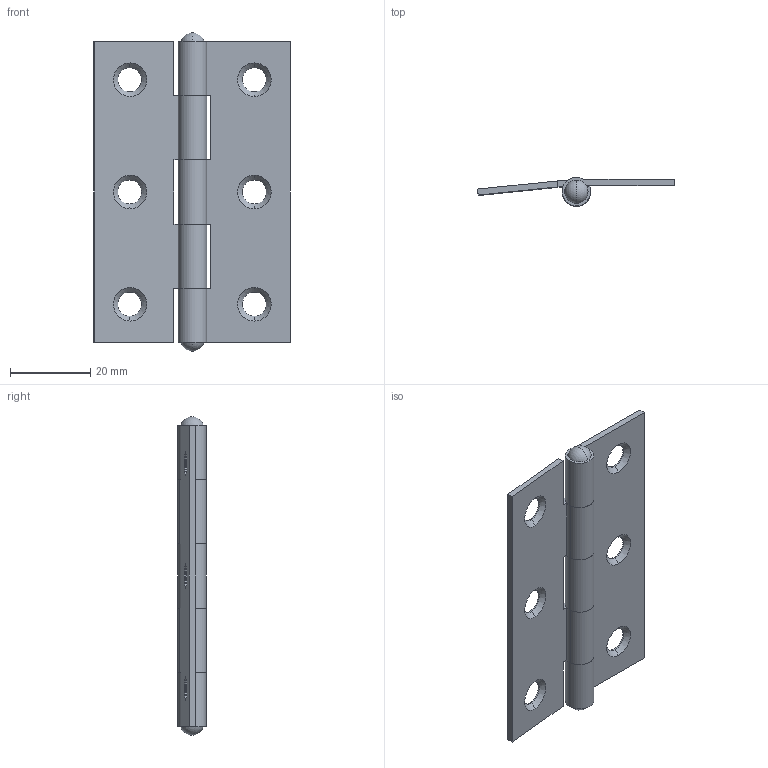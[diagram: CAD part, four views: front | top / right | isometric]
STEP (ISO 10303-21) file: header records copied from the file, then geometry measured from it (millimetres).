
FILE_DESCRIPTION (( 'STEP AP214' ), '1' );
FILE_NAME ('75mm (3in)-hinge.STEP', '2023-06-26T19:41:38', ( '' ), ( '' ), 'SwSTEP 2.0', 'SolidWorks 2017', '' );
FILE_SCHEMA (( 'AUTOMOTIVE_DESIGN' ));
Length unit declared in the file: millimetre
Products named in the file (4): Hinge half 2; 75mm (3in)-hinge; Hinge pivot; Hinge half 1
Assembly tree (3 placements, depth 2):
  75mm (3in)-hinge
    Hinge half 2
    Hinge half 1
    Hinge pivot
Bounding box: 49.09 x 7.1 x 79.46 mm (x, y, z)
Volume: 7296.8 mm3; surface area: 10509.9 mm2
Topology: 3 solids, 3 shells, 100 faces, 266 edges, 174 vertices
Faces by surface type: cylinder 54, plane 30, cone 12, sphere 4
Entity records: 3336 total; most frequent: DIRECTION 606, CARTESIAN_POINT 546, ORIENTED_EDGE 532, EDGE_CURVE 266, AXIS2_PLACEMENT_3D 234, VERTEX_POINT 174, VECTOR 138, LINE 138
